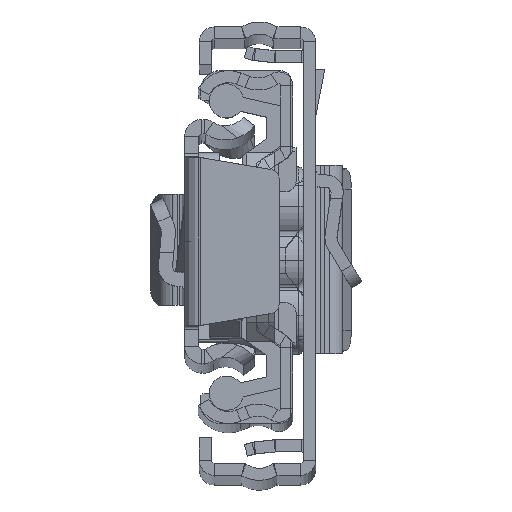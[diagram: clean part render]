
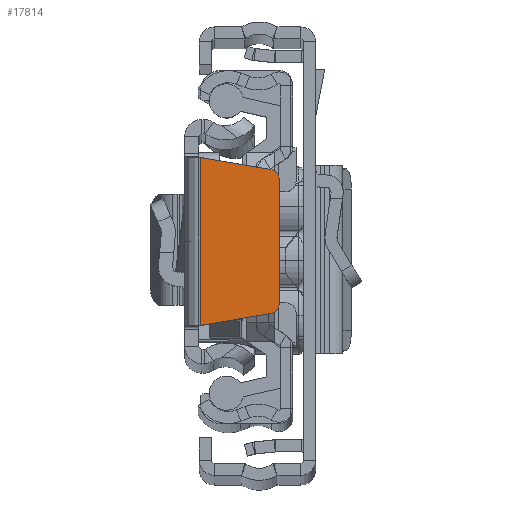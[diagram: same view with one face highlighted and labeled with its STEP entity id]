
A CAD part, top view. The second image highlights one B-rep face of the part: STEP entity #17814.
In plain terms, the highlighted planar face has unit normal (0, 0, 1).
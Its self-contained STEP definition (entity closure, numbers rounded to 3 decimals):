
#70 = ORIENTED_EDGE ( 'NONE', *, *, #6308, .T. ) ;
#199 = CARTESIAN_POINT ( 'NONE',  ( 8.568, -7.142, 0. ) ) ;
#877 = AXIS2_PLACEMENT_3D ( 'NONE', #12844, #4533, #2892 ) ;
#1275 = VERTEX_POINT ( 'NONE', #15533 ) ;
#1817 = LINE ( 'NONE', #5326, #14396 ) ;
#2045 = DIRECTION ( 'NONE',  ( 0., -1., 0. ) ) ;
#2077 = DIRECTION ( 'NONE',  ( 0., 0., -1. ) ) ;
#2892 = DIRECTION ( 'NONE',  ( 1., 0., 0. ) ) ;
#3300 = LINE ( 'NONE', #14993, #3930 ) ;
#3732 = FACE_OUTER_BOUND ( 'NONE', #4035, .T. ) ;
#3930 = VECTOR ( 'NONE', #16961, 1000. ) ;
#4024 = DIRECTION ( 'NONE',  ( 0.986, 0.168, 0. ) ) ;
#4035 = EDGE_LOOP ( 'NONE', ( #70, #19565, #4649, #9465, #19949, #6331 ) ) ;
#4225 = EDGE_CURVE ( 'NONE', #4410, #12903, #1817, .T. ) ;
#4410 = VERTEX_POINT ( 'NONE', #15817 ) ;
#4533 = DIRECTION ( 'NONE',  ( 0., 0., 1. ) ) ;
#4649 = ORIENTED_EDGE ( 'NONE', *, *, #10297, .T. ) ;
#5326 = CARTESIAN_POINT ( 'NONE',  ( 1.5, 8.35, 0. ) ) ;
#5557 = EDGE_CURVE ( 'NONE', #10130, #1275, #3300, .T. ) ;
#5586 = DIRECTION ( 'NONE',  ( 0., 0., 1. ) ) ;
#6308 = EDGE_CURVE ( 'NONE', #12903, #9423, #16722, .T. ) ;
#6331 = ORIENTED_EDGE ( 'NONE', *, *, #4225, .T. ) ;
#6352 = CARTESIAN_POINT ( 'NONE',  ( 8.568, -7.142, 0. ) ) ;
#6578 = EDGE_CURVE ( 'NONE', #1275, #4410, #16149, .T. ) ;
#6728 = AXIS2_PLACEMENT_3D ( 'NONE', #10306, #5586, #11927 ) ;
#7337 = CARTESIAN_POINT ( 'NONE',  ( 8.4, 6.156, 0. ) ) ;
#9423 = VERTEX_POINT ( 'NONE', #18075 ) ;
#9465 = ORIENTED_EDGE ( 'NONE', *, *, #5557, .T. ) ;
#10130 = VERTEX_POINT ( 'NONE', #19129 ) ;
#10196 = VECTOR ( 'NONE', #2045, 1000. ) ;
#10210 = CARTESIAN_POINT ( 'NONE',  ( 1.6, 8.333, 0. ) ) ;
#10297 = EDGE_CURVE ( 'NONE', #12108, #10130, #16974, .T. ) ;
#10306 = CARTESIAN_POINT ( 'NONE',  ( 8.4, 6.156, 0. ) ) ;
#10416 = PLANE ( 'NONE',  #15445 ) ;
#11927 = DIRECTION ( 'NONE',  ( 1., 0., 0. ) ) ;
#12108 = VERTEX_POINT ( 'NONE', #6352 ) ;
#12714 = VECTOR ( 'NONE', #4024, 1000. ) ;
#12844 = CARTESIAN_POINT ( 'NONE',  ( 8.4, -6.156, 0. ) ) ;
#12903 = VERTEX_POINT ( 'NONE', #10210 ) ;
#13530 = CARTESIAN_POINT ( 'NONE',  ( 1.6, -8.333, 0. ) ) ;
#14396 = VECTOR ( 'NONE', #15289, 1000. ) ;
#14993 = CARTESIAN_POINT ( 'NONE',  ( 9.4, 6.156, 0. ) ) ;
#15289 = DIRECTION ( 'NONE',  ( -0.986, 0.168, 0. ) ) ;
#15445 = AXIS2_PLACEMENT_3D ( 'NONE', #7337, #2077, #20717 ) ;
#15533 = CARTESIAN_POINT ( 'NONE',  ( 9.4, 6.156, 0. ) ) ;
#15817 = CARTESIAN_POINT ( 'NONE',  ( 8.568, 7.142, 0. ) ) ;
#16149 = CIRCLE ( 'NONE', #6728, 1. ) ;
#16722 = LINE ( 'NONE', #13530, #10196 ) ;
#16961 = DIRECTION ( 'NONE',  ( 0., 1., 0. ) ) ;
#16974 = CIRCLE ( 'NONE', #877, 1. ) ;
#17814 = ADVANCED_FACE ( 'NONE', ( #3732 ), #10416, .F. ) ;
#18075 = CARTESIAN_POINT ( 'NONE',  ( 1.6, -8.333, 0. ) ) ;
#19129 = CARTESIAN_POINT ( 'NONE',  ( 9.4, -6.156, 0. ) ) ;
#19565 = ORIENTED_EDGE ( 'NONE', *, *, #19805, .T. ) ;
#19805 = EDGE_CURVE ( 'NONE', #9423, #12108, #20591, .T. ) ;
#19949 = ORIENTED_EDGE ( 'NONE', *, *, #6578, .T. ) ;
#20591 = LINE ( 'NONE', #199, #12714 ) ;
#20717 = DIRECTION ( 'NONE',  ( 1., 0., 0. ) ) ;
